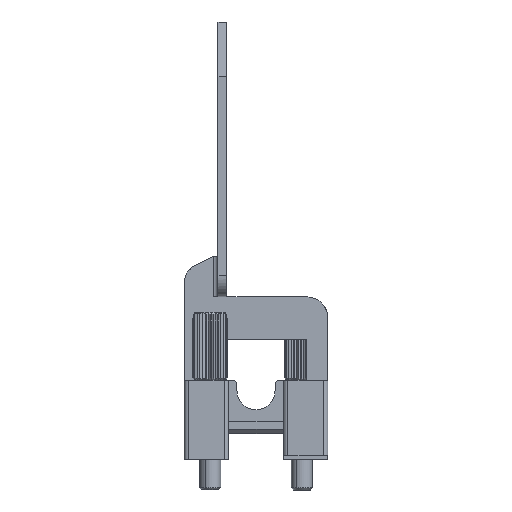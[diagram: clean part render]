
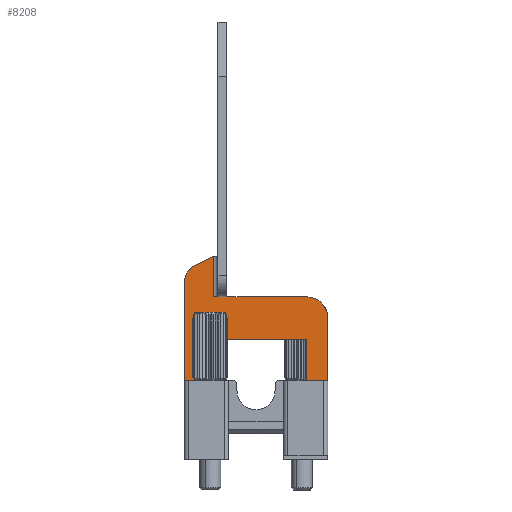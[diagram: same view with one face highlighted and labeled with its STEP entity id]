
A CAD part, front view. The second image highlights one B-rep face of the part: STEP entity #8208.
In plain terms, the highlighted planar face has unit normal (0, -1, 0).
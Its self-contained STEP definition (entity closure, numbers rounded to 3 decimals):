
#8100=AXIS2_PLACEMENT_3D('Plane Axis2P3D',#8097,#8098,#8099) ;
#1444=CARTESIAN_POINT('Vertex',(0.,19.75,18.7)) ;
#1838=CARTESIAN_POINT('Vertex',(34.,19.75,18.7)) ;
#7541=CARTESIAN_POINT('Vertex',(7.,19.75,55.234)) ;
#7723=CARTESIAN_POINT('Vertex',(2.887,19.75,53.316)) ;
#7726=CARTESIAN_POINT('Line Origine',(4.943,19.75,54.275)) ;
#8097=CARTESIAN_POINT('Axis2P3D Location',(8.,19.75,56.967)) ;
#8102=CARTESIAN_POINT('Line Origine',(17.,19.75,18.7)) ;
#8106=CARTESIAN_POINT('Vertex',(29.,19.75,18.7)) ;
#8109=CARTESIAN_POINT('Line Origine',(34.,19.75,35.467)) ;
#8113=CARTESIAN_POINT('Vertex',(34.,19.75,40.7)) ;
#8117=CARTESIAN_POINT('Control Point',(29.,19.75,45.7)) ;
#8118=CARTESIAN_POINT('Control Point',(30.571,19.75,45.7)) ;
#8119=CARTESIAN_POINT('Control Point',(32.143,19.75,45.085)) ;
#8120=CARTESIAN_POINT('Control Point',(33.385,19.75,43.843)) ;
#8121=CARTESIAN_POINT('Control Point',(34.,19.75,42.271)) ;
#8122=CARTESIAN_POINT('Control Point',(34.,19.75,40.7)) ;
#8123=CARTESIAN_POINT('Vertex',(29.,19.75,45.7)) ;
#8126=CARTESIAN_POINT('Line Origine',(17.,19.75,45.7)) ;
#8130=CARTESIAN_POINT('Vertex',(24.,19.75,45.7)) ;
#8133=CARTESIAN_POINT('Line Origine',(17.,19.75,45.7)) ;
#8137=CARTESIAN_POINT('Vertex',(7.,19.75,45.7)) ;
#8140=CARTESIAN_POINT('Line Origine',(7.,19.75,35.467)) ;
#8146=CARTESIAN_POINT('Control Point',(0.,19.75,48.784)) ;
#8147=CARTESIAN_POINT('Control Point',(0.,19.75,50.202)) ;
#8148=CARTESIAN_POINT('Control Point',(0.539,19.75,51.626)) ;
#8149=CARTESIAN_POINT('Control Point',(1.602,19.75,52.716)) ;
#8150=CARTESIAN_POINT('Control Point',(2.887,19.75,53.316)) ;
#8151=CARTESIAN_POINT('Vertex',(0.,19.75,48.784)) ;
#8154=CARTESIAN_POINT('Line Origine',(0.,19.75,35.467)) ;
#8158=CARTESIAN_POINT('Vertex',(0.,19.75,45.7)) ;
#8161=CARTESIAN_POINT('Line Origine',(0.,19.75,35.467)) ;
#8166=CARTESIAN_POINT('Line Origine',(17.,19.75,18.7)) ;
#8170=CARTESIAN_POINT('Vertex',(5.,19.75,18.7)) ;
#8173=CARTESIAN_POINT('Line Origine',(5.,19.75,35.467)) ;
#8177=CARTESIAN_POINT('Vertex',(5.,19.75,35.7)) ;
#8180=CARTESIAN_POINT('Line Origine',(17.,19.75,35.7)) ;
#8184=CARTESIAN_POINT('Vertex',(29.,19.75,35.7)) ;
#8187=CARTESIAN_POINT('Line Origine',(29.,19.75,35.467)) ;
#7727=DIRECTION('Vector Direction',(0.906,0.,0.423)) ;
#8098=DIRECTION('Axis2P3D Direction',(0.,1.,0.)) ;
#8099=DIRECTION('Axis2P3D XDirection',(0.,0.,-1.)) ;
#8103=DIRECTION('Vector Direction',(-1.,0.,0.)) ;
#8110=DIRECTION('Vector Direction',(0.,0.,-1.)) ;
#8127=DIRECTION('Vector Direction',(-1.,0.,0.)) ;
#8134=DIRECTION('Vector Direction',(-1.,0.,0.)) ;
#8141=DIRECTION('Vector Direction',(0.,0.,-1.)) ;
#8155=DIRECTION('Vector Direction',(0.,0.,-1.)) ;
#8162=DIRECTION('Vector Direction',(0.,0.,-1.)) ;
#8167=DIRECTION('Vector Direction',(-1.,0.,0.)) ;
#8174=DIRECTION('Vector Direction',(0.,0.,-1.)) ;
#8181=DIRECTION('Vector Direction',(-1.,0.,0.)) ;
#8188=DIRECTION('Vector Direction',(0.,0.,-1.)) ;
#7728=VECTOR('Line Direction',#7727,1.) ;
#8104=VECTOR('Line Direction',#8103,1.) ;
#8111=VECTOR('Line Direction',#8110,1.) ;
#8128=VECTOR('Line Direction',#8127,1.) ;
#8135=VECTOR('Line Direction',#8134,1.) ;
#8142=VECTOR('Line Direction',#8141,1.) ;
#8156=VECTOR('Line Direction',#8155,1.) ;
#8163=VECTOR('Line Direction',#8162,1.) ;
#8168=VECTOR('Line Direction',#8167,1.) ;
#8175=VECTOR('Line Direction',#8174,1.) ;
#8182=VECTOR('Line Direction',#8181,1.) ;
#8189=VECTOR('Line Direction',#8188,1.) ;
#8193=ORIENTED_EDGE('',*,*,#8108,.F.) ;
#8194=ORIENTED_EDGE('',*,*,#8115,.F.) ;
#8195=ORIENTED_EDGE('',*,*,#8125,.F.) ;
#8196=ORIENTED_EDGE('',*,*,#8132,.F.) ;
#8197=ORIENTED_EDGE('',*,*,#8139,.T.) ;
#8198=ORIENTED_EDGE('',*,*,#8144,.T.) ;
#8199=ORIENTED_EDGE('',*,*,#7730,.F.) ;
#8200=ORIENTED_EDGE('',*,*,#8153,.F.) ;
#8201=ORIENTED_EDGE('',*,*,#8160,.F.) ;
#8202=ORIENTED_EDGE('',*,*,#8165,.F.) ;
#8203=ORIENTED_EDGE('',*,*,#8172,.F.) ;
#8204=ORIENTED_EDGE('',*,*,#8179,.F.) ;
#8205=ORIENTED_EDGE('',*,*,#8186,.T.) ;
#8206=ORIENTED_EDGE('',*,*,#8191,.F.) ;
#8208=ADVANCED_FACE('Hauptk\X2\00F6\X0\rper',(#8207),#8101,.F.) ;
#8116=B_SPLINE_CURVE_WITH_KNOTS('',5,(#8117,#8118,#8119,#8120,#8121,#8122),.UNSPECIFIED.,.F.,.U.,(6,6),(15.708,23.562),.UNSPECIFIED.) ;
#8145=B_SPLINE_CURVE_WITH_KNOTS('',4,(#8146,#8147,#8148,#8149,#8150),.UNSPECIFIED.,.F.,.U.,(5,5),(7.854,13.526),.UNSPECIFIED.) ;
#7730=EDGE_CURVE('',#7724,#7542,#7729,.T.) ;
#8108=EDGE_CURVE('',#1839,#8107,#8105,.T.) ;
#8115=EDGE_CURVE('',#8114,#1839,#8112,.T.) ;
#8125=EDGE_CURVE('',#8124,#8114,#8116,.T.) ;
#8132=EDGE_CURVE('',#8131,#8124,#8129,.F.) ;
#8139=EDGE_CURVE('',#8131,#8138,#8136,.T.) ;
#8144=EDGE_CURVE('',#8138,#7542,#8143,.F.) ;
#8153=EDGE_CURVE('',#8152,#7724,#8145,.T.) ;
#8160=EDGE_CURVE('',#8159,#8152,#8157,.F.) ;
#8165=EDGE_CURVE('',#1445,#8159,#8164,.F.) ;
#8172=EDGE_CURVE('',#8171,#1445,#8169,.T.) ;
#8179=EDGE_CURVE('',#8178,#8171,#8176,.T.) ;
#8186=EDGE_CURVE('',#8178,#8185,#8183,.F.) ;
#8191=EDGE_CURVE('',#8107,#8185,#8190,.F.) ;
#8192=EDGE_LOOP('',(#8193,#8194,#8195,#8196,#8197,#8198,#8199,#8200,#8201,#8202,#8203,#8204,#8205,#8206)) ;
#8207=FACE_OUTER_BOUND('',#8192,.T.) ;
#7729=LINE('Line',#7726,#7728) ;
#8105=LINE('Line',#8102,#8104) ;
#8112=LINE('Line',#8109,#8111) ;
#8129=LINE('Line',#8126,#8128) ;
#8136=LINE('Line',#8133,#8135) ;
#8143=LINE('Line',#8140,#8142) ;
#8157=LINE('Line',#8154,#8156) ;
#8164=LINE('Line',#8161,#8163) ;
#8169=LINE('Line',#8166,#8168) ;
#8176=LINE('Line',#8173,#8175) ;
#8183=LINE('Line',#8180,#8182) ;
#8190=LINE('Line',#8187,#8189) ;
#8101=PLANE('',#8100) ;
#1445=VERTEX_POINT('',#1444) ;
#1839=VERTEX_POINT('',#1838) ;
#7542=VERTEX_POINT('',#7541) ;
#7724=VERTEX_POINT('',#7723) ;
#8107=VERTEX_POINT('',#8106) ;
#8114=VERTEX_POINT('',#8113) ;
#8124=VERTEX_POINT('',#8123) ;
#8131=VERTEX_POINT('',#8130) ;
#8138=VERTEX_POINT('',#8137) ;
#8152=VERTEX_POINT('',#8151) ;
#8159=VERTEX_POINT('',#8158) ;
#8171=VERTEX_POINT('',#8170) ;
#8178=VERTEX_POINT('',#8177) ;
#8185=VERTEX_POINT('',#8184) ;
